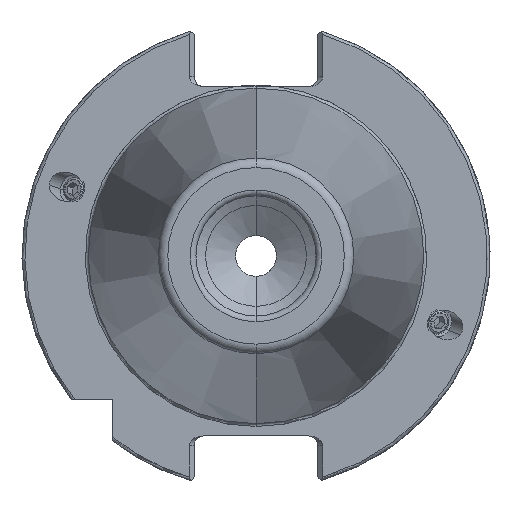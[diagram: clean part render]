
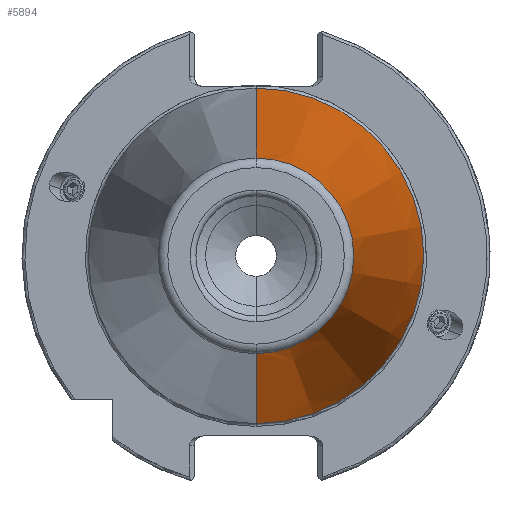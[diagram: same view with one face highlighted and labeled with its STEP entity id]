
A CAD part, left-side view. The second image highlights one B-rep face of the part: STEP entity #5894.
In plain terms, the highlighted conical face has half-angle 8.297 degrees and reference radius 34.925 mm.
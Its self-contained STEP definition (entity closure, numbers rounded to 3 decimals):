
#233 = ORIENTED_EDGE ( 'NONE', *, *, #1912, .F. ) ;
#244 = DIRECTION ( 'NONE',  ( 0., 0., 1. ) ) ;
#827 = CONICAL_SURFACE ( 'NONE', #6145, 34.925, 0.145 ) ;
#858 = EDGE_CURVE ( 'NONE', #7777, #2018, #7513, .T. ) ;
#1134 = CIRCLE ( 'NONE', #6743, 20.358 ) ;
#1150 = CARTESIAN_POINT ( 'NONE',  ( 0., 0., -34.925 ) ) ;
#1357 = CARTESIAN_POINT ( 'NONE',  ( 0., 0., 0. ) ) ;
#1401 = DIRECTION ( 'NONE',  ( -1., 0., 0. ) ) ;
#1567 = DIRECTION ( 'NONE',  ( 0., 0., 1. ) ) ;
#1675 = EDGE_CURVE ( 'NONE', #2018, #3511, #2994, .T. ) ;
#1912 = EDGE_CURVE ( 'NONE', #3756, #3511, #8129, .T. ) ;
#1966 = CARTESIAN_POINT ( 'NONE',  ( -99.889, 0., 20.358 ) ) ;
#2018 = VERTEX_POINT ( 'NONE', #1150 ) ;
#2295 = VECTOR ( 'NONE', #7270, 1000. ) ;
#2382 = ORIENTED_EDGE ( 'NONE', *, *, #858, .T. ) ;
#2557 = CARTESIAN_POINT ( 'NONE',  ( -99.889, 0., -20.358 ) ) ;
#2763 = FACE_OUTER_BOUND ( 'NONE', #3865, .T. ) ;
#2994 = CIRCLE ( 'NONE', #5045, 34.925 ) ;
#3111 = CARTESIAN_POINT ( 'NONE',  ( 0., 0., -34.925 ) ) ;
#3511 = VERTEX_POINT ( 'NONE', #5386 ) ;
#3709 = ORIENTED_EDGE ( 'NONE', *, *, #8053, .F. ) ;
#3756 = VERTEX_POINT ( 'NONE', #1966 ) ;
#3865 = EDGE_LOOP ( 'NONE', ( #233, #3709, #2382, #5842 ) ) ;
#4159 = DIRECTION ( 'NONE',  ( -1., 0., 0. ) ) ;
#4963 = DIRECTION ( 'NONE',  ( 0., 0., -1. ) ) ;
#5045 = AXIS2_PLACEMENT_3D ( 'NONE', #1357, #1401, #1567 ) ;
#5386 = CARTESIAN_POINT ( 'NONE',  ( 0., 0., 34.925 ) ) ;
#5618 = CARTESIAN_POINT ( 'NONE',  ( 0., 0., 0. ) ) ;
#5811 = DIRECTION ( 'NONE',  ( 0.99, 0., 0.144 ) ) ;
#5842 = ORIENTED_EDGE ( 'NONE', *, *, #1675, .T. ) ;
#5894 = ADVANCED_FACE ( 'NONE', ( #2763 ), #827, .T. ) ;
#5961 = CARTESIAN_POINT ( 'NONE',  ( 0., 0., 34.925 ) ) ;
#6145 = AXIS2_PLACEMENT_3D ( 'NONE', #5618, #7616, #4963 ) ;
#6358 = VECTOR ( 'NONE', #5811, 1000. ) ;
#6743 = AXIS2_PLACEMENT_3D ( 'NONE', #8099, #4159, #244 ) ;
#7270 = DIRECTION ( 'NONE',  ( 0.99, 0., -0.144 ) ) ;
#7513 = LINE ( 'NONE', #3111, #2295 ) ;
#7616 = DIRECTION ( 'NONE',  ( 1., 0., 0. ) ) ;
#7777 = VERTEX_POINT ( 'NONE', #2557 ) ;
#8053 = EDGE_CURVE ( 'NONE', #7777, #3756, #1134, .T. ) ;
#8099 = CARTESIAN_POINT ( 'NONE',  ( -99.889, 0., 0. ) ) ;
#8129 = LINE ( 'NONE', #5961, #6358 ) ;
